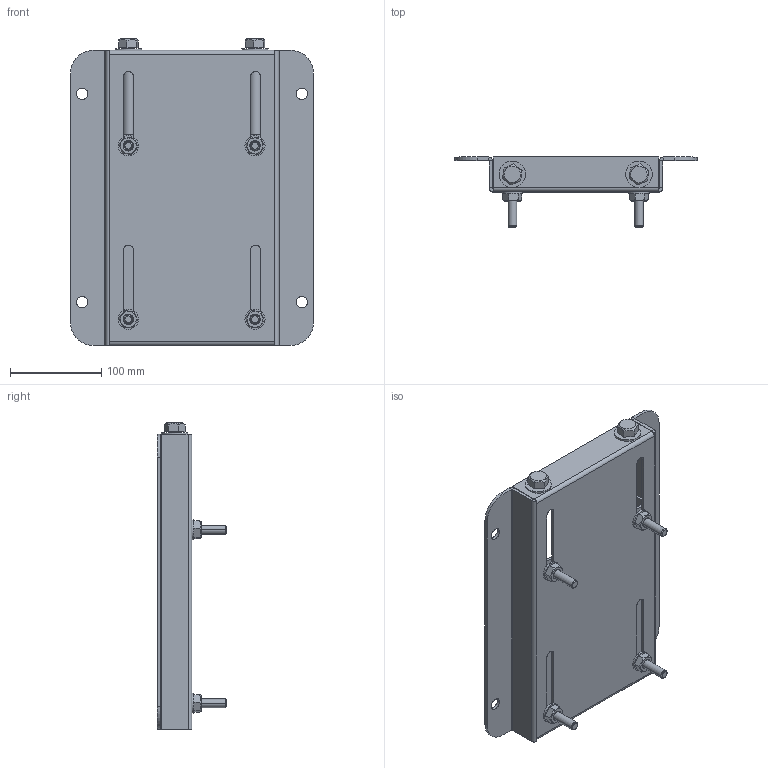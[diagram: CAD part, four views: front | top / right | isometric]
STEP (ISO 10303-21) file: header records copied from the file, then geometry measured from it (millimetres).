
FILE_DESCRIPTION (( 'STEP AP203' ), '1' );
FILE_NAME ('W184T.STEP', '2021-09-23T09:10:16', ( 'Micorosoft' ), ( 'Micorosoft' ), 'SwSTEP 2.0', 'SolidWorks 2016', '' );
FILE_SCHEMA (( 'CONFIG_CONTROL_DESIGN' ));
Length unit declared in the file: millimetre
Products named in the file (9): dianpian9.5; luomao9.53; fangluomao; 184; luogan; 1842; dianpian12.7; luogan9.53; W184T
Assembly tree (20 placements, depth 2):
  W184T
    184
    1842
    luogan9.53  x4
    dianpian9.5  x4
    luomao9.53  x4
    fangluomao  x2
    luogan  x2
    dianpian12.7  x2
Bounding box: 266.7 x 76.35 x 336.85 mm (x, y, z)
Volume: 598684.2 mm3; surface area: 363274.4 mm2
Topology: 20 solids, 20 shells, 346 faces, 800 edges, 500 vertices
Faces by surface type: plane 182, cylinder 108, cone 56
Entity records: 7209 total; most frequent: CARTESIAN_POINT 1187, DIRECTION 1052, ORIENTED_EDGE 932, EDGE_CURVE 466, AXIS2_PLACEMENT_3D 387, VERTEX_POINT 286, VECTOR 278, LINE 278
